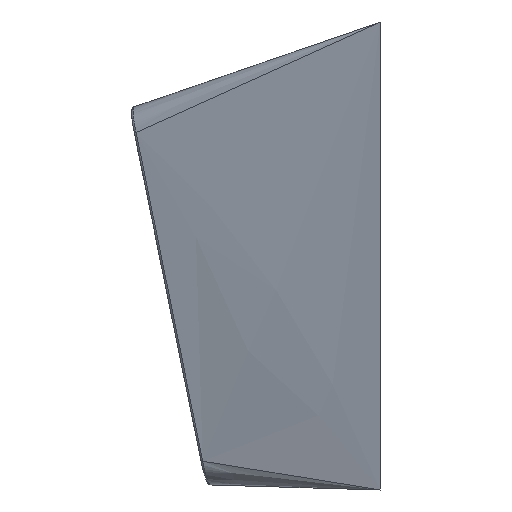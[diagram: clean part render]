
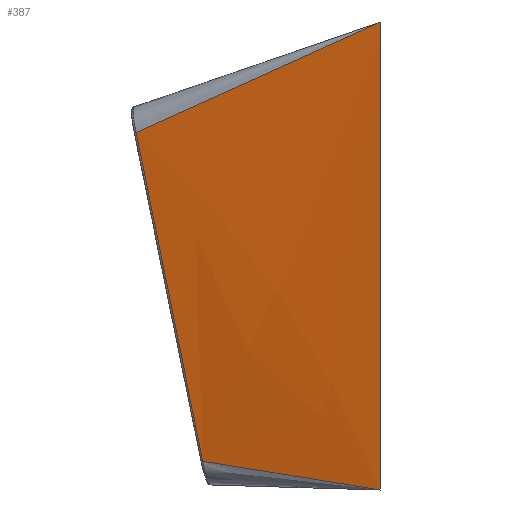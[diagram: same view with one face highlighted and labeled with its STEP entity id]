
A CAD part, left-side view. The second image highlights one B-rep face of the part: STEP entity #387.
In plain terms, the highlighted free-form (B-spline) face has degree [3, 1] with [6, 2] control points.
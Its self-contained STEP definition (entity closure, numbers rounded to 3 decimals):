
#8 = LINE ( 'NONE', #665, #765 ) ;
#69 = CARTESIAN_POINT ( 'NONE',  ( 2.65, 8.684, 9.848 ) ) ;
#209 = CARTESIAN_POINT ( 'NONE',  ( 0., 0., 18. ) ) ;
#213 = VERTEX_POINT ( 'NONE', #1088 ) ;
#229 = CARTESIAN_POINT ( 'NONE',  ( 0., 0., 15. ) ) ;
#257 = FACE_OUTER_BOUND ( 'NONE', #988, .T. ) ;
#263 = EDGE_CURVE ( 'NONE', #852, #1037, #452, .T. ) ;
#289 = CARTESIAN_POINT ( 'NONE',  ( 1.829, 6.608, 15.033 ) ) ;
#295 = B_SPLINE_CURVE_WITH_KNOTS ( 'NONE', 3,
 ( #972, #411, #289, #558 ),
 .UNSPECIFIED., .F., .F.,
 ( 4, 4 ),
 ( 0., 0.991 ),
 .UNSPECIFIED. ) ;
#296 = VERTEX_POINT ( 'NONE', #1150 ) ;
#346 = CARTESIAN_POINT ( 'NONE',  ( 0., 0., 0. ) ) ;
#359 = CARTESIAN_POINT ( 'NONE',  ( 2.65, 9.175, 12.26 ) ) ;
#376 = CARTESIAN_POINT ( 'NONE',  ( 2.622, 6.831, 1.108 ) ) ;
#387 = ADVANCED_FACE ( 'NONE', ( #257 ), #1594, .T. ) ;
#411 = CARTESIAN_POINT ( 'NONE',  ( 0.953, 3.477, 16.449 ) ) ;
#424 = ORIENTED_EDGE ( 'NONE', *, *, #780, .T. ) ;
#437 = B_SPLINE_CURVE_WITH_KNOTS ( 'NONE', 3,
 ( #1574, #651, #998, #1202, #1481, #1119, #1375, #1596, #656, #376 ),
 .UNSPECIFIED., .F., .F.,
 ( 4, 3, 3, 4 ),
 ( 0., 0.005, 0.009, 0.013 ),
 .UNSPECIFIED. ) ;
#448 = EDGE_CURVE ( 'NONE', #213, #1037, #8, .T. ) ;
#452 = B_SPLINE_CURVE_WITH_KNOTS ( 'NONE', 3,
 ( #1490, #466, #619, #1545 ),
 .UNSPECIFIED., .F., .F.,
 ( 4, 4 ),
 ( 0.012, 1. ),
 .UNSPECIFIED. ) ;
#466 = CARTESIAN_POINT ( 'NONE',  ( 1.815, 4.664, 0.783 ) ) ;
#473 = CARTESIAN_POINT ( 'NONE',  ( 2.65, 7.211, 2.612 ) ) ;
#526 = ORIENTED_EDGE ( 'NONE', *, *, #263, .T. ) ;
#558 = CARTESIAN_POINT ( 'NONE',  ( 2.627, 9.393, 13.754 ) ) ;
#615 = ORIENTED_EDGE ( 'NONE', *, *, #448, .F. ) ;
#619 = CARTESIAN_POINT ( 'NONE',  ( 0.942, 2.388, 0.413 ) ) ;
#651 = CARTESIAN_POINT ( 'NONE',  ( 2.627, 9.043, 12.029 ) ) ;
#656 = CARTESIAN_POINT ( 'NONE',  ( 2.622, 7.083, 2.353 ) ) ;
#665 = CARTESIAN_POINT ( 'NONE',  ( 0., 0., 18. ) ) ;
#765 = VECTOR ( 'NONE', #855, 1000. ) ;
#780 = EDGE_CURVE ( 'NONE', #296, #852, #437, .T. ) ;
#852 = VERTEX_POINT ( 'NONE', #1695 ) ;
#855 = DIRECTION ( 'NONE',  ( 0., 0., -1. ) ) ;
#972 = CARTESIAN_POINT ( 'NONE',  ( 0., 0., 18. ) ) ;
#988 = EDGE_LOOP ( 'NONE', ( #1601, #424, #526, #615 ) ) ;
#998 = CARTESIAN_POINT ( 'NONE',  ( 2.626, 8.693, 10.304 ) ) ;
#1030 = CARTESIAN_POINT ( 'NONE',  ( 0., 0., 12. ) ) ;
#1037 = VERTEX_POINT ( 'NONE', #346 ) ;
#1049 = CARTESIAN_POINT ( 'NONE',  ( 0., 0., 6. ) ) ;
#1088 = CARTESIAN_POINT ( 'NONE',  ( 0., 0., 18. ) ) ;
#1119 = CARTESIAN_POINT ( 'NONE',  ( 2.624, 7.839, 6.089 ) ) ;
#1123 = EDGE_CURVE ( 'NONE', #213, #296, #295, .T. ) ;
#1150 = CARTESIAN_POINT ( 'NONE',  ( 2.627, 9.393, 13.754 ) ) ;
#1159 = CARTESIAN_POINT ( 'NONE',  ( 0., 0., 3. ) ) ;
#1202 = CARTESIAN_POINT ( 'NONE',  ( 2.625, 8.344, 8.579 ) ) ;
#1297 = CARTESIAN_POINT ( 'NONE',  ( 2.65, 9.666, 14.672 ) ) ;
#1375 = CARTESIAN_POINT ( 'NONE',  ( 2.624, 7.587, 4.843 ) ) ;
#1481 = CARTESIAN_POINT ( 'NONE',  ( 2.625, 8.091, 7.334 ) ) ;
#1490 = CARTESIAN_POINT ( 'NONE',  ( 2.622, 6.831, 1.108 ) ) ;
#1545 = CARTESIAN_POINT ( 'NONE',  ( 0., 0., 0. ) ) ;
#1551 = CARTESIAN_POINT ( 'NONE',  ( 2.65, 7.702, 5.024 ) ) ;
#1568 = CARTESIAN_POINT ( 'NONE',  ( 2.65, 6.72, 0.199 ) ) ;
#1574 = CARTESIAN_POINT ( 'NONE',  ( 2.627, 9.393, 13.754 ) ) ;
#1594 = B_SPLINE_SURFACE_WITH_KNOTS ( 'NONE', 3, 1, ( 
 ( #1709, #1568 ),
 ( #1159, #473 ),
 ( #1049, #1551 ),
 ( #1030, #69 ),
 ( #229, #359 ),
 ( #209, #1297 ) ),
 .UNSPECIFIED., .F., .F., .F.,
 ( 4, 2, 4 ),
 ( 2, 2 ),
 ( 0., 0.5, 1. ),
 ( 0., 1. ),
 .UNSPECIFIED. ) ;
#1596 = CARTESIAN_POINT ( 'NONE',  ( 2.623, 7.335, 3.598 ) ) ;
#1601 = ORIENTED_EDGE ( 'NONE', *, *, #1123, .T. ) ;
#1695 = CARTESIAN_POINT ( 'NONE',  ( 2.622, 6.831, 1.108 ) ) ;
#1709 = CARTESIAN_POINT ( 'NONE',  ( 0., 0., 0. ) ) ;
